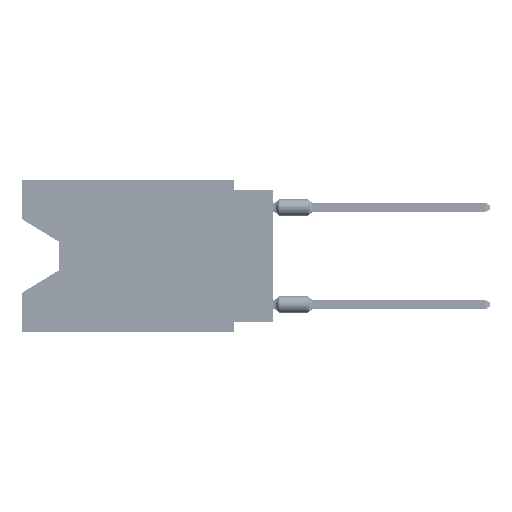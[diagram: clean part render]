
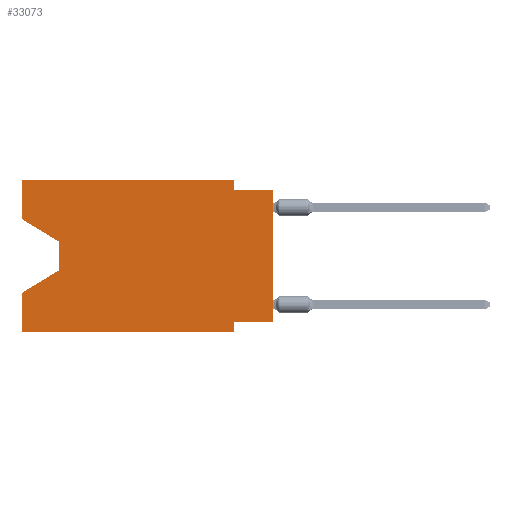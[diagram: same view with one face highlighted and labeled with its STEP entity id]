
A CAD part, left-side view. The second image highlights one B-rep face of the part: STEP entity #33073.
In plain terms, the highlighted planar face has unit normal (-1, 0, 0).
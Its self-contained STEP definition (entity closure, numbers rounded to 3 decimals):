
#709 = VERTEX_POINT ( 'NONE', #48224 ) ;
#878 = EDGE_CURVE ( 'NONE', #67256, #45249, #16342, .T. ) ;
#1487 = LINE ( 'NONE', #28566, #47789 ) ;
#1906 = CARTESIAN_POINT ( 'NONE',  ( 0., 13.97, -5.893 ) ) ;
#4122 = DIRECTION ( 'NONE',  ( 0., 0., -1. ) ) ;
#4484 = CARTESIAN_POINT ( 'NONE',  ( 0., 2.54, -9.906 ) ) ;
#8790 = ORIENTED_EDGE ( 'NONE', *, *, #21684, .T. ) ;
#8845 = VERTEX_POINT ( 'NONE', #59075 ) ;
#10694 = DIRECTION ( 'NONE',  ( 0., 0., 1. ) ) ;
#10907 = VECTOR ( 'NONE', #48198, 1000. ) ;
#11570 = CARTESIAN_POINT ( 'NONE',  ( 0., 13.97, -5.893 ) ) ;
#12462 = DIRECTION ( 'NONE',  ( 0., -1., 0. ) ) ;
#13278 = ORIENTED_EDGE ( 'NONE', *, *, #57306, .F. ) ;
#13787 = EDGE_CURVE ( 'NONE', #46267, #71897, #27751, .T. ) ;
#15624 = CARTESIAN_POINT ( 'NONE',  ( 0., 16.383, 0. ) ) ;
#16233 = VECTOR ( 'NONE', #45620, 1000. ) ;
#16342 = LINE ( 'NONE', #4484, #23102 ) ;
#17520 = EDGE_LOOP ( 'NONE', ( #30289, #60172, #34332, #46672, #8790, #33234, #13278, #66287, #40328, #58635, #45152, #20699 ) ) ;
#19526 = VECTOR ( 'NONE', #42542, 1000. ) ;
#19915 = LINE ( 'NONE', #65891, #19526 ) ;
#20699 = ORIENTED_EDGE ( 'NONE', *, *, #13787, .F. ) ;
#21109 = DIRECTION ( 'NONE',  ( 0., -0.855, -0.519 ) ) ;
#21684 = EDGE_CURVE ( 'NONE', #8845, #45249, #40973, .T. ) ;
#22998 = CARTESIAN_POINT ( 'NONE',  ( 0., 13.97, -4.013 ) ) ;
#23102 = VECTOR ( 'NONE', #4122, 1000. ) ;
#23734 = VECTOR ( 'NONE', #43595, 1000. ) ;
#24225 = LINE ( 'NONE', #28715, #63749 ) ;
#25317 = CARTESIAN_POINT ( 'NONE',  ( 0., 16.383, 0. ) ) ;
#26681 = LINE ( 'NONE', #66702, #70951 ) ;
#27000 = EDGE_CURVE ( 'NONE', #46267, #709, #26681, .T. ) ;
#27751 = LINE ( 'NONE', #49970, #55612 ) ;
#28347 = CARTESIAN_POINT ( 'NONE',  ( 0., 16.383, 0. ) ) ;
#28566 = CARTESIAN_POINT ( 'NONE',  ( 0., 0., -0.635 ) ) ;
#28715 = CARTESIAN_POINT ( 'NONE',  ( 0., 0., 0. ) ) ;
#30289 = ORIENTED_EDGE ( 'NONE', *, *, #27000, .T. ) ;
#33073 = ADVANCED_FACE ( 'NONE', ( #50073 ), #72686, .F. ) ;
#33234 = ORIENTED_EDGE ( 'NONE', *, *, #878, .F. ) ;
#34332 = ORIENTED_EDGE ( 'NONE', *, *, #37684, .T. ) ;
#35364 = DIRECTION ( 'NONE',  ( 0., 0., 1. ) ) ;
#35414 = CARTESIAN_POINT ( 'NONE',  ( 0., 2.54, -9.906 ) ) ;
#35537 = VECTOR ( 'NONE', #12462, 1000. ) ;
#37091 = CARTESIAN_POINT ( 'NONE',  ( 0., 16.383, -7.36 ) ) ;
#37659 = LINE ( 'NONE', #49485, #23734 ) ;
#37684 = EDGE_CURVE ( 'NONE', #62270, #62440, #71173, .T. ) ;
#39068 = CARTESIAN_POINT ( 'NONE',  ( 0., 16.383, -2.546 ) ) ;
#39142 = VERTEX_POINT ( 'NONE', #44366 ) ;
#39582 = CARTESIAN_POINT ( 'NONE',  ( 0., 2.54, -0.635 ) ) ;
#40328 = ORIENTED_EDGE ( 'NONE', *, *, #68388, .F. ) ;
#40648 = CARTESIAN_POINT ( 'NONE',  ( 0., 16.383, 0. ) ) ;
#40973 = LINE ( 'NONE', #42054, #60848 ) ;
#41313 = LINE ( 'NONE', #25317, #41744 ) ;
#41595 = VERTEX_POINT ( 'NONE', #60793 ) ;
#41744 = VECTOR ( 'NONE', #46853, 1000. ) ;
#42054 = CARTESIAN_POINT ( 'NONE',  ( 0., 16.383, -9.906 ) ) ;
#42261 = AXIS2_PLACEMENT_3D ( 'NONE', #15624, #71589, #54521 ) ;
#42542 = DIRECTION ( 'NONE',  ( 0., 0., -1. ) ) ;
#43595 = DIRECTION ( 'NONE',  ( 0., 1., 0. ) ) ;
#44366 = CARTESIAN_POINT ( 'NONE',  ( 0., 0., -9.271 ) ) ;
#45152 = ORIENTED_EDGE ( 'NONE', *, *, #58819, .F. ) ;
#45249 = VERTEX_POINT ( 'NONE', #35414 ) ;
#45620 = DIRECTION ( 'NONE',  ( 0., 0., -1. ) ) ;
#46267 = VERTEX_POINT ( 'NONE', #39068 ) ;
#46672 = ORIENTED_EDGE ( 'NONE', *, *, #61617, .F. ) ;
#46853 = DIRECTION ( 'NONE',  ( 0., 0., 1. ) ) ;
#47789 = VECTOR ( 'NONE', #62651, 1000. ) ;
#48198 = DIRECTION ( 'NONE',  ( 0., 0.855, -0.519 ) ) ;
#48224 = CARTESIAN_POINT ( 'NONE',  ( 0., 13.97, -4.013 ) ) ;
#49485 = CARTESIAN_POINT ( 'NONE',  ( 0., 0., -9.271 ) ) ;
#49936 = CARTESIAN_POINT ( 'NONE',  ( 0., 0., -0.635 ) ) ;
#49970 = CARTESIAN_POINT ( 'NONE',  ( 0., 16.383, 0. ) ) ;
#50073 = FACE_OUTER_BOUND ( 'NONE', #17520, .T. ) ;
#51025 = VERTEX_POINT ( 'NONE', #49936 ) ;
#53616 = EDGE_CURVE ( 'NONE', #709, #62270, #62654, .T. ) ;
#54521 = DIRECTION ( 'NONE',  ( 0., 0., -1. ) ) ;
#55075 = EDGE_CURVE ( 'NONE', #39142, #51025, #24225, .T. ) ;
#55612 = VECTOR ( 'NONE', #10694, 1000. ) ;
#57306 = EDGE_CURVE ( 'NONE', #39142, #67256, #37659, .T. ) ;
#58635 = ORIENTED_EDGE ( 'NONE', *, *, #70248, .F. ) ;
#58819 = EDGE_CURVE ( 'NONE', #71897, #41595, #68783, .T. ) ;
#59075 = CARTESIAN_POINT ( 'NONE',  ( 0., 16.383, -9.906 ) ) ;
#60172 = ORIENTED_EDGE ( 'NONE', *, *, #53616, .T. ) ;
#60793 = CARTESIAN_POINT ( 'NONE',  ( 0., 2.54, 0. ) ) ;
#60848 = VECTOR ( 'NONE', #70561, 1000. ) ;
#61617 = EDGE_CURVE ( 'NONE', #8845, #62440, #41313, .T. ) ;
#62270 = VERTEX_POINT ( 'NONE', #11570 ) ;
#62440 = VERTEX_POINT ( 'NONE', #37091 ) ;
#62651 = DIRECTION ( 'NONE',  ( 0., -1., 0. ) ) ;
#62654 = LINE ( 'NONE', #22998, #16233 ) ;
#63749 = VECTOR ( 'NONE', #35364, 1000. ) ;
#65760 = VERTEX_POINT ( 'NONE', #39582 ) ;
#65891 = CARTESIAN_POINT ( 'NONE',  ( 0., 2.54, 0. ) ) ;
#66287 = ORIENTED_EDGE ( 'NONE', *, *, #55075, .T. ) ;
#66702 = CARTESIAN_POINT ( 'NONE',  ( 0., 16.383, -2.546 ) ) ;
#67256 = VERTEX_POINT ( 'NONE', #69297 ) ;
#68388 = EDGE_CURVE ( 'NONE', #65760, #51025, #1487, .T. ) ;
#68783 = LINE ( 'NONE', #40648, #35537 ) ;
#69297 = CARTESIAN_POINT ( 'NONE',  ( 0., 2.54, -9.271 ) ) ;
#70248 = EDGE_CURVE ( 'NONE', #41595, #65760, #19915, .T. ) ;
#70561 = DIRECTION ( 'NONE',  ( 0., -1., 0. ) ) ;
#70951 = VECTOR ( 'NONE', #21109, 1000. ) ;
#71173 = LINE ( 'NONE', #1906, #10907 ) ;
#71589 = DIRECTION ( 'NONE',  ( 1., 0., 0. ) ) ;
#71897 = VERTEX_POINT ( 'NONE', #28347 ) ;
#72686 = PLANE ( 'NONE',  #42261 ) ;
